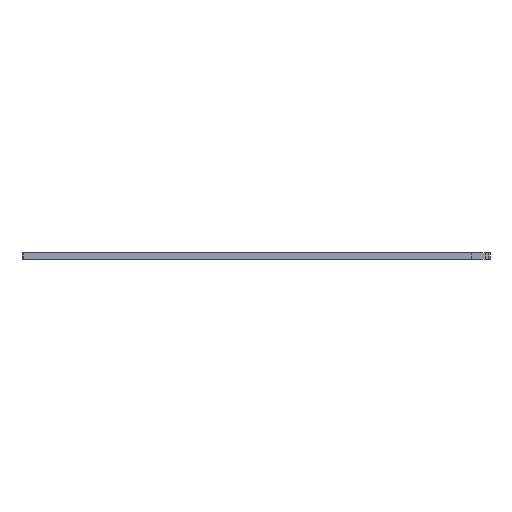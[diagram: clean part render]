
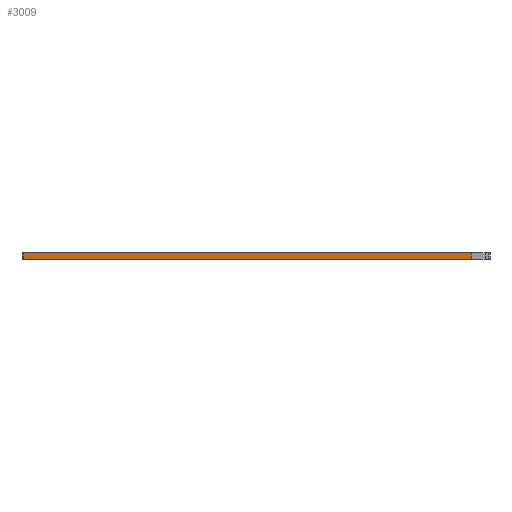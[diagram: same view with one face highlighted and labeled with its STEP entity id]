
A CAD part, left-side view. The second image highlights one B-rep face of the part: STEP entity #3009.
In plain terms, the highlighted face is planar.
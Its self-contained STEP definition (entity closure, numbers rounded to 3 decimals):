
#77 = PLANE('',#78);
#78 = AXIS2_PLACEMENT_3D('',#79,#80,#81);
#79 = CARTESIAN_POINT('',(34.1,136.65,0.));
#80 = DIRECTION('',(-1.,0.,0.));
#81 = DIRECTION('',(0.,1.,0.));
#102 = VERTEX_POINT('',#103);
#103 = CARTESIAN_POINT('',(34.1,136.95,1.598));
#117 = PLANE('',#118);
#118 = AXIS2_PLACEMENT_3D('',#119,#120,#121);
#119 = CARTESIAN_POINT('',(48.8,29.4,1.598));
#120 = DIRECTION('',(0.,0.,1.));
#121 = DIRECTION('',(1.,0.,0.));
#129 = EDGE_CURVE('',#130,#102,#132,.T.);
#130 = VERTEX_POINT('',#131);
#131 = CARTESIAN_POINT('',(34.1,136.95,0.));
#132 = SURFACE_CURVE('',#133,(#137,#144),.PCURVE_S1.);
#133 = LINE('',#134,#135);
#134 = CARTESIAN_POINT('',(34.1,136.95,0.));
#135 = VECTOR('',#136,1.);
#136 = DIRECTION('',(0.,0.,1.));
#137 = PCURVE('',#77,#138);
#138 = DEFINITIONAL_REPRESENTATION('',(#139),#143);
#139 = LINE('',#140,#141);
#140 = CARTESIAN_POINT('',(0.3,0.));
#141 = VECTOR('',#142,1.);
#142 = DIRECTION('',(0.,-1.));
#143 = ( GEOMETRIC_REPRESENTATION_CONTEXT(2) 
PARAMETRIC_REPRESENTATION_CONTEXT() REPRESENTATION_CONTEXT('2D SPACE',''
  ) );
#144 = PCURVE('',#145,#150);
#145 = PLANE('',#146);
#146 = AXIS2_PLACEMENT_3D('',#147,#148,#149);
#147 = CARTESIAN_POINT('',(34.1,136.95,0.));
#148 = DIRECTION('',(1.,0.,0.));
#149 = DIRECTION('',(0.,-1.,0.));
#150 = DEFINITIONAL_REPRESENTATION('',(#151),#155);
#151 = LINE('',#152,#153);
#152 = CARTESIAN_POINT('',(0.,0.));
#153 = VECTOR('',#154,1.);
#154 = DIRECTION('',(0.,-1.));
#155 = ( GEOMETRIC_REPRESENTATION_CONTEXT(2) 
PARAMETRIC_REPRESENTATION_CONTEXT() REPRESENTATION_CONTEXT('2D SPACE',''
  ) );
#171 = PLANE('',#172);
#172 = AXIS2_PLACEMENT_3D('',#173,#174,#175);
#173 = CARTESIAN_POINT('',(48.8,29.4,0.));
#174 = DIRECTION('',(0.,0.,1.));
#175 = DIRECTION('',(1.,0.,0.));
#2884 = PLANE('',#2885);
#2885 = AXIS2_PLACEMENT_3D('',#2886,#2887,#2888);
#2886 = CARTESIAN_POINT('',(34.1,29.7,0.));
#2887 = DIRECTION('',(0.,1.,0.));
#2888 = DIRECTION('',(1.,0.,0.));
#2942 = EDGE_CURVE('',#2943,#2945,#2947,.T.);
#2943 = VERTEX_POINT('',#2944);
#2944 = CARTESIAN_POINT('',(34.1,29.7,0.));
#2945 = VERTEX_POINT('',#2946);
#2946 = CARTESIAN_POINT('',(34.1,29.7,1.598)
  );
#2947 = SURFACE_CURVE('',#2948,(#2952,#2959),.PCURVE_S1.);
#2948 = LINE('',#2949,#2950);
#2949 = CARTESIAN_POINT('',(34.1,29.7,0.));
#2950 = VECTOR('',#2951,1.);
#2951 = DIRECTION('',(0.,0.,1.));
#2952 = PCURVE('',#2884,#2953);
#2953 = DEFINITIONAL_REPRESENTATION('',(#2954),#2958);
#2954 = LINE('',#2955,#2956);
#2955 = CARTESIAN_POINT('',(0.,0.));
#2956 = VECTOR('',#2957,1.);
#2957 = DIRECTION('',(0.,-1.));
#2958 = ( GEOMETRIC_REPRESENTATION_CONTEXT(2) 
PARAMETRIC_REPRESENTATION_CONTEXT() REPRESENTATION_CONTEXT('2D SPACE',''
  ) );
#2959 = PCURVE('',#145,#2960);
#2960 = DEFINITIONAL_REPRESENTATION('',(#2961),#2965);
#2961 = LINE('',#2962,#2963);
#2962 = CARTESIAN_POINT('',(107.25,0.));
#2963 = VECTOR('',#2964,1.);
#2964 = DIRECTION('',(0.,-1.));
#2965 = ( GEOMETRIC_REPRESENTATION_CONTEXT(2) 
PARAMETRIC_REPRESENTATION_CONTEXT() REPRESENTATION_CONTEXT('2D SPACE',''
  ) );
#3009 = ADVANCED_FACE('',(#3010),#145,.F.);
#3010 = FACE_BOUND('',#3011,.F.);
#3011 = EDGE_LOOP('',(#3012,#3013,#3034,#3035));
#3012 = ORIENTED_EDGE('',*,*,#129,.T.);
#3013 = ORIENTED_EDGE('',*,*,#3014,.T.);
#3014 = EDGE_CURVE('',#102,#2945,#3015,.T.);
#3015 = SURFACE_CURVE('',#3016,(#3020,#3027),.PCURVE_S1.);
#3016 = LINE('',#3017,#3018);
#3017 = CARTESIAN_POINT('',(34.1,136.95,1.598)
  );
#3018 = VECTOR('',#3019,1.);
#3019 = DIRECTION('',(0.,-1.,0.));
#3020 = PCURVE('',#145,#3021);
#3021 = DEFINITIONAL_REPRESENTATION('',(#3022),#3026);
#3022 = LINE('',#3023,#3024);
#3023 = CARTESIAN_POINT('',(0.,-1.598));
#3024 = VECTOR('',#3025,1.);
#3025 = DIRECTION('',(1.,0.));
#3026 = ( GEOMETRIC_REPRESENTATION_CONTEXT(2) 
PARAMETRIC_REPRESENTATION_CONTEXT() REPRESENTATION_CONTEXT('2D SPACE',''
  ) );
#3027 = PCURVE('',#117,#3028);
#3028 = DEFINITIONAL_REPRESENTATION('',(#3029),#3033);
#3029 = LINE('',#3030,#3031);
#3030 = CARTESIAN_POINT('',(-14.7,107.55));
#3031 = VECTOR('',#3032,1.);
#3032 = DIRECTION('',(0.,-1.));
#3033 = ( GEOMETRIC_REPRESENTATION_CONTEXT(2) 
PARAMETRIC_REPRESENTATION_CONTEXT() REPRESENTATION_CONTEXT('2D SPACE',''
  ) );
#3034 = ORIENTED_EDGE('',*,*,#2942,.F.);
#3035 = ORIENTED_EDGE('',*,*,#3036,.F.);
#3036 = EDGE_CURVE('',#130,#2943,#3037,.T.);
#3037 = SURFACE_CURVE('',#3038,(#3042,#3049),.PCURVE_S1.);
#3038 = LINE('',#3039,#3040);
#3039 = CARTESIAN_POINT('',(34.1,136.95,0.));
#3040 = VECTOR('',#3041,1.);
#3041 = DIRECTION('',(0.,-1.,0.));
#3042 = PCURVE('',#145,#3043);
#3043 = DEFINITIONAL_REPRESENTATION('',(#3044),#3048);
#3044 = LINE('',#3045,#3046);
#3045 = CARTESIAN_POINT('',(0.,0.));
#3046 = VECTOR('',#3047,1.);
#3047 = DIRECTION('',(1.,0.));
#3048 = ( GEOMETRIC_REPRESENTATION_CONTEXT(2) 
PARAMETRIC_REPRESENTATION_CONTEXT() REPRESENTATION_CONTEXT('2D SPACE',''
  ) );
#3049 = PCURVE('',#171,#3050);
#3050 = DEFINITIONAL_REPRESENTATION('',(#3051),#3055);
#3051 = LINE('',#3052,#3053);
#3052 = CARTESIAN_POINT('',(-14.7,107.55));
#3053 = VECTOR('',#3054,1.);
#3054 = DIRECTION('',(0.,-1.));
#3055 = ( GEOMETRIC_REPRESENTATION_CONTEXT(2) 
PARAMETRIC_REPRESENTATION_CONTEXT() REPRESENTATION_CONTEXT('2D SPACE',''
  ) );
